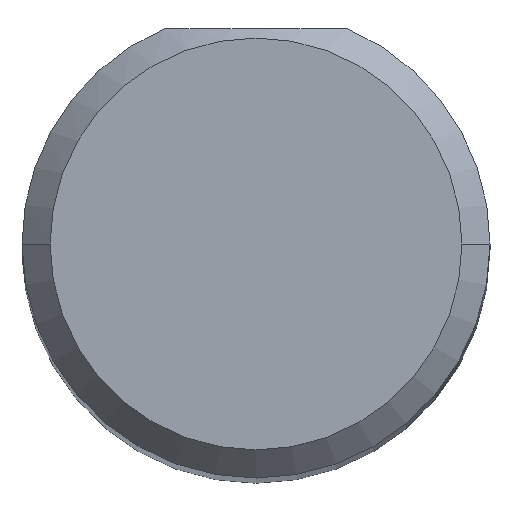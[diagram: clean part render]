
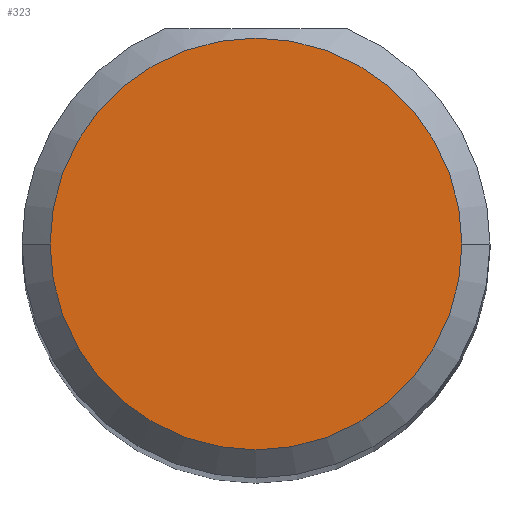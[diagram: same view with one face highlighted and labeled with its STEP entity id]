
A CAD part, top view. The second image highlights one B-rep face of the part: STEP entity #323.
In plain terms, the highlighted planar face has unit normal (0, 0, 1).
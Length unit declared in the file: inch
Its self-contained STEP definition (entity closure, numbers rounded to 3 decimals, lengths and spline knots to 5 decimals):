
#12 = DIRECTION ( 'NONE',  ( -1., 0., 0. ) ) ;
#84 = CARTESIAN_POINT ( 'NONE',  ( 0.5, 0., 2.5 ) ) ;
#90 = DIRECTION ( 'NONE',  ( -1., 0., 0. ) ) ;
#115 = EDGE_CURVE ( 'NONE', #258, #276, #368, .T. ) ;
#121 = AXIS2_PLACEMENT_3D ( 'NONE', #84, #252, #90 ) ;
#122 = DIRECTION ( 'NONE',  ( -1., 0., 0. ) ) ;
#133 = DIRECTION ( 'NONE',  ( 0., 0., -1. ) ) ;
#142 = CARTESIAN_POINT ( 'NONE',  ( 0.39, 0., 2.5 ) ) ;
#153 = CARTESIAN_POINT ( 'NONE',  ( 0.61, 0., 2.5 ) ) ;
#157 = CARTESIAN_POINT ( 'NONE',  ( 0.5, 0., 2.5 ) ) ;
#230 = PLANE ( 'NONE',  #484 ) ;
#252 = DIRECTION ( 'NONE',  ( 0., 0., -1. ) ) ;
#258 = VERTEX_POINT ( 'NONE', #142 ) ;
#274 = ORIENTED_EDGE ( 'NONE', *, *, #115, .F. ) ;
#275 = DIRECTION ( 'NONE',  ( 0., 0., 1. ) ) ;
#276 = VERTEX_POINT ( 'NONE', #153 ) ;
#323 = ADVANCED_FACE ( 'NONE', ( #543 ), #230, .T. ) ;
#367 = CIRCLE ( 'NONE', #121, 0.11 ) ;
#368 = CIRCLE ( 'NONE', #516, 0.11 ) ;
#431 = CARTESIAN_POINT ( 'NONE',  ( 0.5, 0., 2.5 ) ) ;
#436 = ORIENTED_EDGE ( 'NONE', *, *, #477, .F. ) ;
#477 = EDGE_CURVE ( 'NONE', #276, #258, #367, .T. ) ;
#484 = AXIS2_PLACEMENT_3D ( 'NONE', #157, #275, #12 ) ;
#516 = AXIS2_PLACEMENT_3D ( 'NONE', #431, #133, #122 ) ;
#537 = EDGE_LOOP ( 'NONE', ( #436, #274 ) ) ;
#543 = FACE_OUTER_BOUND ( 'NONE', #537, .T. ) ;
